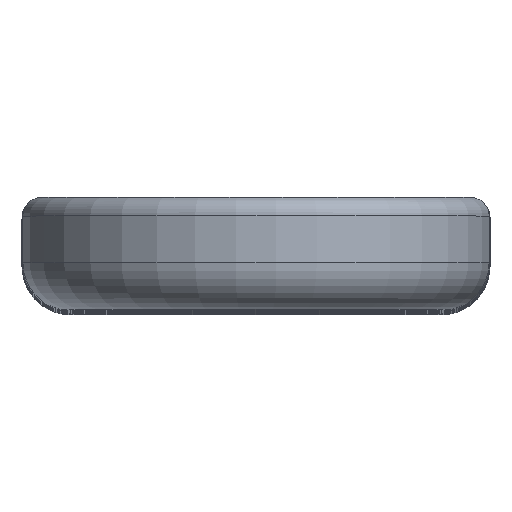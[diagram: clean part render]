
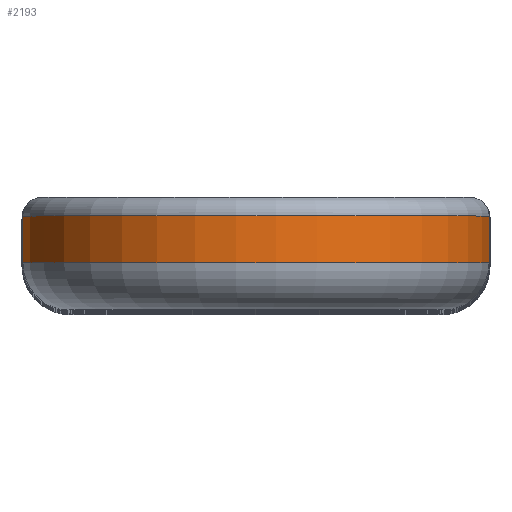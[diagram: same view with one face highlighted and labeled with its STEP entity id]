
A CAD part, top view. The second image highlights one B-rep face of the part: STEP entity #2193.
In plain terms, the highlighted cylindrical face has radius 2.5 mm (diameter 5 mm), a partial arc.
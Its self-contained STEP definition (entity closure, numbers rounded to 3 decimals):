
#658=DIRECTION('',(0.,1.,0.));
#659=VECTOR('',#658,0.5);
#660=CARTESIAN_POINT('',(2.044,0.5,28.561));
#661=LINE('',#660,#659);
#662=CARTESIAN_POINT('',(0.,1.,30.));
#663=DIRECTION('',(0.,1.,0.));
#664=DIRECTION('',(-0.818,0.,-0.576));
#665=AXIS2_PLACEMENT_3D('',#662,#663,#664);
#667=CARTESIAN_POINT('',(0.,0.5,30.));
#668=DIRECTION('',(0.,-1.,0.));
#669=DIRECTION('',(0.818,0.,-0.576));
#670=AXIS2_PLACEMENT_3D('',#667,#668,#669);
#672=DIRECTION('',(0.,1.,0.));
#673=VECTOR('',#672,0.5);
#674=CARTESIAN_POINT('',(-2.044,0.5,28.561));
#675=LINE('',#674,#673);
#1104=CARTESIAN_POINT('',(2.044,0.5,28.561));
#1105=VERTEX_POINT('',#1104);
#1110=CARTESIAN_POINT('',(-2.044,0.5,28.561));
#1112=VERTEX_POINT('',#1110);
#1184=CARTESIAN_POINT('',(-2.044,1.,28.561));
#1185=VERTEX_POINT('',#1184);
#1190=CARTESIAN_POINT('',(2.044,1.,28.561));
#1192=VERTEX_POINT('',#1190);
#2181=CARTESIAN_POINT('',(0.,0.,30.));
#2182=DIRECTION('',(0.,1.,0.));
#2183=DIRECTION('',(0.,0.,1.));
#2184=AXIS2_PLACEMENT_3D('',#2181,#2182,#2183);
#2185=CYLINDRICAL_SURFACE('',#2184,2.5);
#2186=ORIENTED_EDGE('',*,*,#1932,.T.);
#2187=ORIENTED_EDGE('',*,*,#2176,.F.);
#2188=ORIENTED_EDGE('',*,*,#1540,.T.);
#2190=ORIENTED_EDGE('',*,*,#2189,.T.);
#2191=EDGE_LOOP('',(#2186,#2187,#2188,#2190));
#2192=FACE_OUTER_BOUND('',#2191,.F.);
#2193=ADVANCED_FACE('',(#2192),#2185,.T.);
#666=CIRCLE('',#665,2.5);
#671=CIRCLE('',#670,2.5);
#1540=EDGE_CURVE('',#1105,#1112,#671,.T.);
#1932=EDGE_CURVE('',#1185,#1192,#666,.T.);
#2176=EDGE_CURVE('',#1105,#1192,#661,.T.);
#2189=EDGE_CURVE('',#1112,#1185,#675,.T.);
